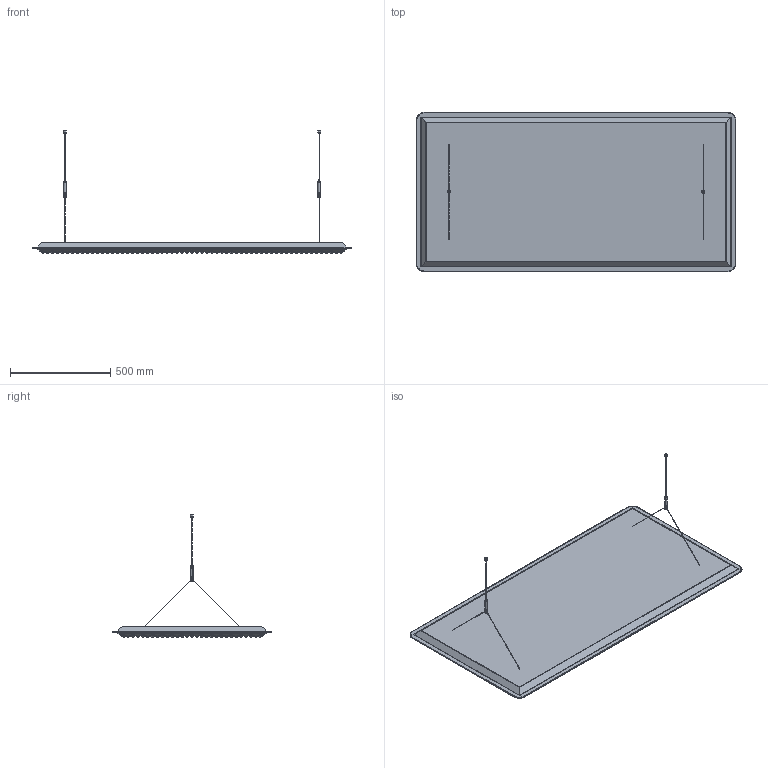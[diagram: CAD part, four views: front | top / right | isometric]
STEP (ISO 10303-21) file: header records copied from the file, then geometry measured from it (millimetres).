
FILE_DESCRIPTION(/* description */ (''),/* implementation_level */ '2;1');
FILE_NAME(/* name */ 'EGGBOARD 1600x800 acoustic_1',/* time_stamp */ '2018-01-31T20:29:56+01:00',/* author */ (''),/* organization */ (''),/* preprocessor_version */ 'ST-DEVELOPER v15',/* originating_system */ '',/* authorisation */ '');
FILE_SCHEMA (('AUTOMOTIVE_DESIGN'));
Products named in the file (1): Document
Bounding box: 1595 x 795 x 612.41 mm (x, y, z)
Volume: 4810.3 mm3; surface area: 3304132.2 mm2
Topology: 5 solids, 28 shells, 1685 faces, 4313 edges, 2666 vertices
Faces by surface type: bspline 1030, plane 655
Entity records: 128606 total; most frequent: CARTESIAN_POINT 101956, ORIENTED_EDGE 8475, EDGE_CURVE 4313, B_SPLINE_CURVE_WITH_KNOTS 3386, VERTEX_POINT 2666, EDGE_LOOP 1714, ADVANCED_FACE 1685, FACE_OUTER_BOUND 1685
